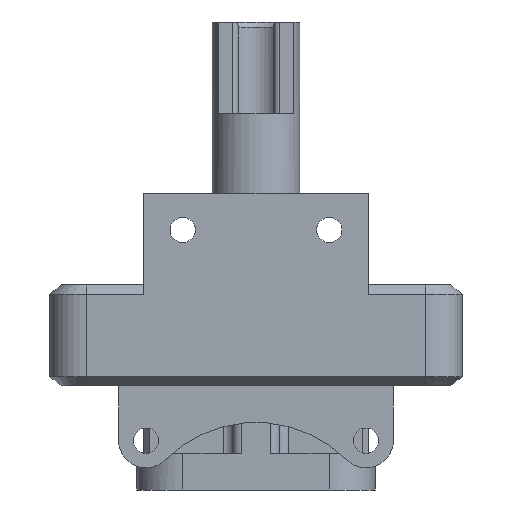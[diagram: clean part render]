
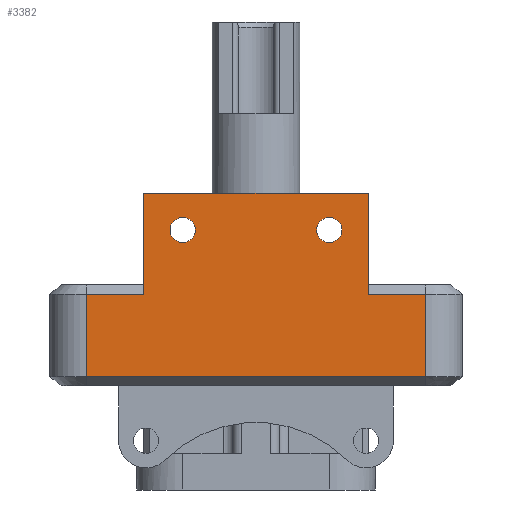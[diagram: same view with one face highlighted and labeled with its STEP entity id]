
A CAD part, front view. The second image highlights one B-rep face of the part: STEP entity #3382.
In plain terms, the highlighted planar face has unit normal (0, -1, 0).
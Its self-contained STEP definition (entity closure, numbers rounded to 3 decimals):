
#102=FACE_BOUND('',#537,.T.);
#103=FACE_BOUND('',#538,.T.);
#173=PLANE('',#3730);
#326=FACE_OUTER_BOUND('',#536,.T.);
#536=EDGE_LOOP('',(#2757,#2758,#2759,#2760,#2761,#2762,#2763,#2764));
#537=EDGE_LOOP('',(#2765));
#538=EDGE_LOOP('',(#2766));
#793=LINE('',#5548,#1106);
#796=LINE('',#5557,#1109);
#797=LINE('',#5561,#1110);
#798=LINE('',#5563,#1111);
#799=LINE('',#5565,#1112);
#800=LINE('',#5567,#1113);
#801=LINE('',#5569,#1114);
#802=LINE('',#5570,#1115);
#1106=VECTOR('',#4454,10.);
#1109=VECTOR('',#4465,10.);
#1110=VECTOR('',#4470,10.);
#1111=VECTOR('',#4471,10.);
#1112=VECTOR('',#4472,10.);
#1113=VECTOR('',#4473,10.);
#1114=VECTOR('',#4474,10.);
#1115=VECTOR('',#4475,10.);
#1378=CIRCLE('',#3731,1.375);
#1379=CIRCLE('',#3732,1.375);
#1613=VERTEX_POINT('',#5542);
#1614=VERTEX_POINT('',#5546);
#1616=VERTEX_POINT('',#5556);
#1617=VERTEX_POINT('',#5560);
#1618=VERTEX_POINT('',#5562);
#1619=VERTEX_POINT('',#5564);
#1620=VERTEX_POINT('',#5566);
#1621=VERTEX_POINT('',#5568);
#1622=VERTEX_POINT('',#5571);
#1623=VERTEX_POINT('',#5573);
#2016=EDGE_CURVE('',#1613,#1614,#793,.T.);
#2020=EDGE_CURVE('',#1614,#1616,#796,.T.);
#2022=EDGE_CURVE('',#1617,#1613,#797,.T.);
#2023=EDGE_CURVE('',#1618,#1617,#798,.T.);
#2024=EDGE_CURVE('',#1618,#1619,#799,.T.);
#2025=EDGE_CURVE('',#1620,#1619,#800,.T.);
#2026=EDGE_CURVE('',#1620,#1621,#801,.T.);
#2027=EDGE_CURVE('',#1616,#1621,#802,.T.);
#2028=EDGE_CURVE('',#1622,#1622,#1378,.T.);
#2029=EDGE_CURVE('',#1623,#1623,#1379,.T.);
#2757=ORIENTED_EDGE('',*,*,#2016,.F.);
#2758=ORIENTED_EDGE('',*,*,#2022,.F.);
#2759=ORIENTED_EDGE('',*,*,#2023,.F.);
#2760=ORIENTED_EDGE('',*,*,#2024,.T.);
#2761=ORIENTED_EDGE('',*,*,#2025,.F.);
#2762=ORIENTED_EDGE('',*,*,#2026,.T.);
#2763=ORIENTED_EDGE('',*,*,#2027,.F.);
#2764=ORIENTED_EDGE('',*,*,#2020,.F.);
#2765=ORIENTED_EDGE('',*,*,#2028,.F.);
#2766=ORIENTED_EDGE('',*,*,#2029,.F.);
#3382=ADVANCED_FACE('',(#326,#102,#103),#173,.T.);
#3730=AXIS2_PLACEMENT_3D('',#5559,#4468,#4469);
#3731=AXIS2_PLACEMENT_3D('',#5572,#4476,#4477);
#3732=AXIS2_PLACEMENT_3D('',#5574,#4478,#4479);
#4454=DIRECTION('',(-1.,0.,0.));
#4465=DIRECTION('',(0.,0.,1.));
#4468=DIRECTION('center_axis',(0.,-1.,0.));
#4469=DIRECTION('ref_axis',(-1.,0.,0.));
#4470=DIRECTION('',(0.,0.,-1.));
#4471=DIRECTION('',(1.,0.,0.));
#4472=DIRECTION('',(0.,0.,1.));
#4473=DIRECTION('',(1.,0.,0.));
#4474=DIRECTION('',(0.,0.,-1.));
#4475=DIRECTION('',(1.,0.,0.));
#4476=DIRECTION('center_axis',(0.,-1.,0.));
#4477=DIRECTION('ref_axis',(1.,0.,0.));
#4478=DIRECTION('center_axis',(0.,-1.,0.));
#4479=DIRECTION('ref_axis',(1.,0.,0.));
#5542=CARTESIAN_POINT('',(18.5,-31.5,-5.));
#5546=CARTESIAN_POINT('',(-18.5,-31.5,-5.));
#5548=CARTESIAN_POINT('',(11.25,-31.5,-5.));
#5556=CARTESIAN_POINT('',(-18.5,-31.5,4.));
#5557=CARTESIAN_POINT('',(-18.5,-31.5,0.));
#5559=CARTESIAN_POINT('Origin',(22.5,-31.5,0.));
#5560=CARTESIAN_POINT('',(18.5,-31.5,4.));
#5561=CARTESIAN_POINT('',(18.5,-31.5,0.));
#5562=CARTESIAN_POINT('',(12.25,-31.5,4.));
#5563=CARTESIAN_POINT('',(19.938,-31.5,4.));
#5564=CARTESIAN_POINT('',(12.25,-31.5,15.));
#5565=CARTESIAN_POINT('',(12.25,-31.5,0.));
#5566=CARTESIAN_POINT('',(-12.25,-31.5,15.));
#5567=CARTESIAN_POINT('',(-12.25,-31.5,15.));
#5568=CARTESIAN_POINT('',(-12.25,-31.5,4.));
#5569=CARTESIAN_POINT('',(-12.25,-31.5,15.));
#5570=CARTESIAN_POINT('',(2.563,-31.5,4.));
#5571=CARTESIAN_POINT('',(-9.375,-31.5,11.));
#5572=CARTESIAN_POINT('Origin',(-8.,-31.5,11.));
#5573=CARTESIAN_POINT('',(6.625,-31.5,11.));
#5574=CARTESIAN_POINT('Origin',(8.,-31.5,11.));
